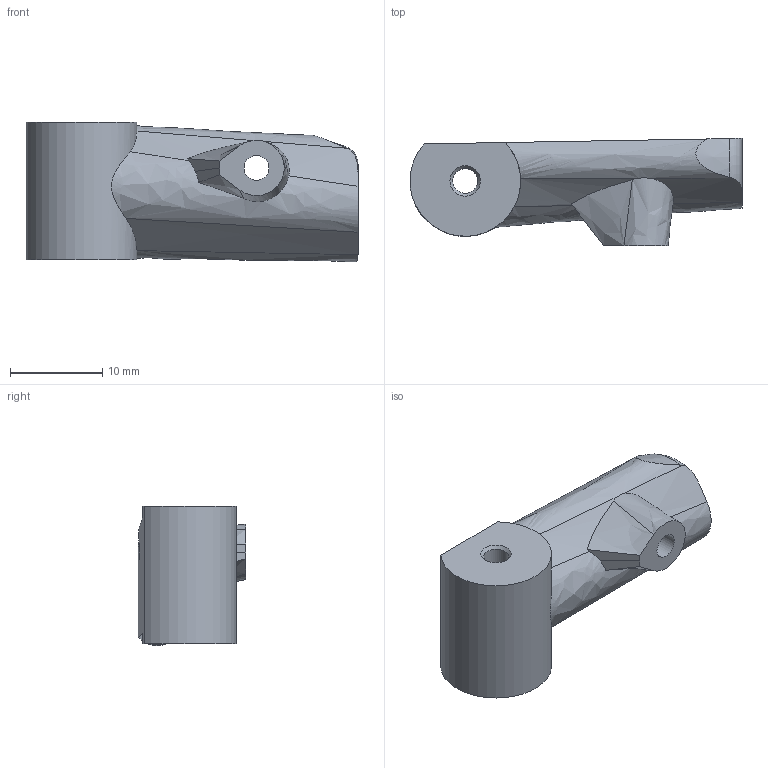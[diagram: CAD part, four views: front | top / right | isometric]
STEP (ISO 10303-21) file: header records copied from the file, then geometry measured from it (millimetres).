
FILE_DESCRIPTION(('FreeCAD Model'),'2;1');
FILE_NAME('Open CASCADE Shape Model','2023-08-29T19:58:48',(''),(''), 'Open CASCADE STEP processor 7.6','FreeCAD','Unknown');
FILE_SCHEMA(('AUTOMOTIVE_DESIGN { 1 0 10303 214 1 1 1 1 }'));
Length unit declared in the file: millimetre
Products named in the file (1): Groove048
Bounding box: 35.99 x 11.61 x 15.12 mm (x, y, z)
Volume: 3489.8 mm3; surface area: 2096.3 mm2
Topology: 1 solids, 1 shells, 30 faces, 78 edges, 52 vertices
Faces by surface type: bspline 11, plane 7, cylinder 5, cone 5, revolution 2
Full cylindrical faces by diameter (mm): 2.7 x2, 3.2 x1, 3.7 x1
Entity records: 3843 total; most frequent: CARTESIAN_POINT 2467, DIRECTION 178, ORIENTED_EDGE 156, PCURVE 156, DEFINITIONAL_REPRESENTATION 156, B_SPLINE_CURVE_WITH_KNOTS 110, LINE 87, VECTOR 87
